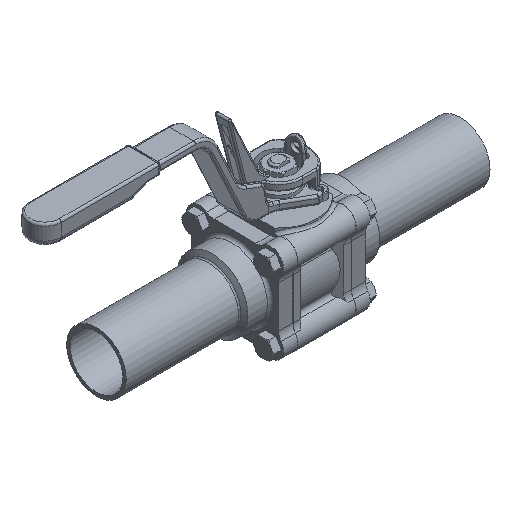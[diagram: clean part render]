
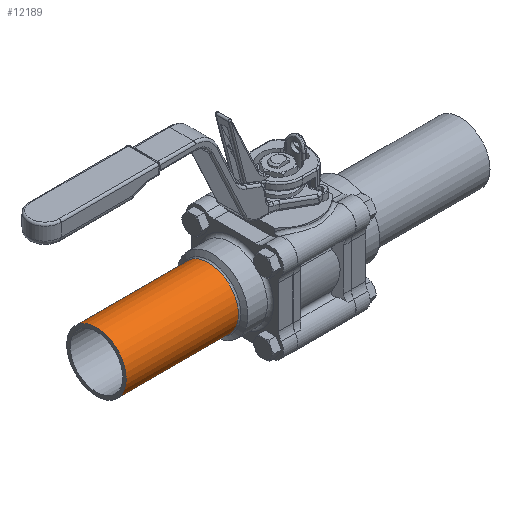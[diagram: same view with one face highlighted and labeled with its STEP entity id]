
A CAD part, isometric view. The second image highlights one B-rep face of the part: STEP entity #12189.
In plain terms, the highlighted cylindrical face has radius 21.163 mm (diameter 42.325 mm), a full revolution.
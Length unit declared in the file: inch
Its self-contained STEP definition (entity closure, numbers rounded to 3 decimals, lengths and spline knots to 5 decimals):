
#220=FACE_BOUND('',#3487,.T.);
#504=CYLINDRICAL_SURFACE('',#13311,0.83317);
#2715=FACE_OUTER_BOUND('',#3486,.T.);
#3486=EDGE_LOOP('',(#9405));
#3487=EDGE_LOOP('',(#9406));
#4463=CIRCLE('',#13282,0.83317);
#4481=CIRCLE('',#13312,0.83317);
#5391=VERTEX_POINT('',#20150);
#5411=VERTEX_POINT('',#20211);
#6810=EDGE_CURVE('',#5391,#5391,#4463,.T.);
#6839=EDGE_CURVE('',#5411,#5411,#4481,.T.);
#9405=ORIENTED_EDGE('',*,*,#6810,.F.);
#9406=ORIENTED_EDGE('',*,*,#6839,.F.);
#12189=ADVANCED_FACE('',(#2715,#220),#504,.T.);
#13282=AXIS2_PLACEMENT_3D('',#20151,#15827,#15828);
#13311=AXIS2_PLACEMENT_3D('',#20210,#15896,#15897);
#13312=AXIS2_PLACEMENT_3D('',#20212,#15898,#15899);
#15827=DIRECTION('center_axis',(-1.,0.,0.));
#15828=DIRECTION('ref_axis',(0.,0.,
1.));
#15896=DIRECTION('center_axis',(-1.,0.,0.));
#15897=DIRECTION('ref_axis',(0.,0.,
1.));
#15898=DIRECTION('center_axis',(1.,0.,0.));
#15899=DIRECTION('ref_axis',(0.,0.,
-1.));
#20150=CARTESIAN_POINT('',(-5.09026,0.,0.83317));
#20151=CARTESIAN_POINT('Origin',(-5.09026,0.,
0.));
#20210=CARTESIAN_POINT('Origin',(-3.50561,0.,
0.));
#20211=CARTESIAN_POINT('',(-1.95049,0.,0.83317));
#20212=CARTESIAN_POINT('Origin',(-1.95049,0.,
0.));
